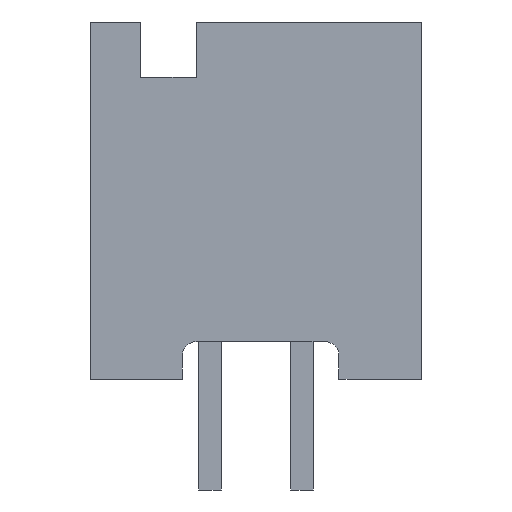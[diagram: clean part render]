
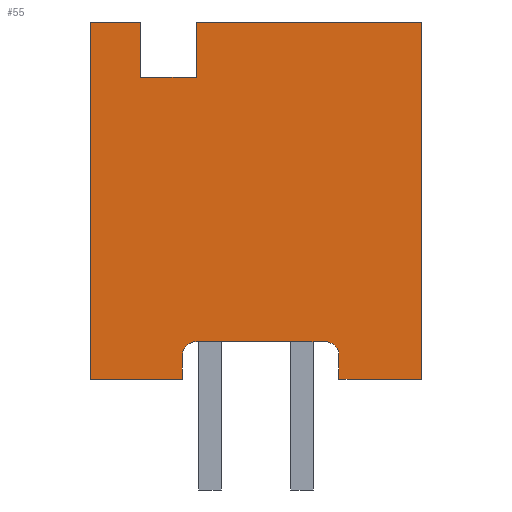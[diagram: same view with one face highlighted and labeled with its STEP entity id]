
A CAD part, left-side view. The second image highlights one B-rep face of the part: STEP entity #55.
In plain terms, the highlighted planar face has unit normal (-1, 0, 0).
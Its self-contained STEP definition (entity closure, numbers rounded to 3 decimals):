
#55=ADVANCED_FACE('',(#556),#557,.T.);
#556=FACE_OUTER_BOUND('',#1618,.T.);
#557=PLANE('',#1619);
#1618=EDGE_LOOP('',(#2747,#2748,#2749,#2750,#2751,#2752,#2753,#2754,#2755,#2756,#2757,#2758,#2759,#2760));
#1619=AXIS2_PLACEMENT_3D('',#2761,#2762,#2763);
#2747=ORIENTED_EDGE('',*,*,#6617,.T.);
#2748=ORIENTED_EDGE('',*,*,#6618,.T.);
#2749=ORIENTED_EDGE('',*,*,#6619,.F.);
#2750=ORIENTED_EDGE('',*,*,#6620,.T.);
#2751=ORIENTED_EDGE('',*,*,#6567,.F.);
#2752=ORIENTED_EDGE('',*,*,#6612,.T.);
#2753=ORIENTED_EDGE('',*,*,#6621,.T.);
#2754=ORIENTED_EDGE('',*,*,#6622,.F.);
#2755=ORIENTED_EDGE('',*,*,#6582,.F.);
#2756=ORIENTED_EDGE('',*,*,#6623,.F.);
#2757=ORIENTED_EDGE('',*,*,#6624,.F.);
#2758=ORIENTED_EDGE('',*,*,#6625,.F.);
#2759=ORIENTED_EDGE('',*,*,#6626,.T.);
#2760=ORIENTED_EDGE('',*,*,#6627,.T.);
#2761=CARTESIAN_POINT('',(-29.21,4.572,0.0));
#2762=DIRECTION('',(-1.0,0.0,0.0));
#2763=DIRECTION('',(0.0,0.0,1.0));
#6567=EDGE_CURVE('',#7783,#7785,#7786,.T.);
#6582=EDGE_CURVE('',#7813,#7815,#7816,.T.);
#6612=EDGE_CURVE('',#7783,#7870,#7872,.T.);
#6617=EDGE_CURVE('',#7880,#7881,#7882,.T.);
#6618=EDGE_CURVE('',#7881,#7883,#7884,.T.);
#6619=EDGE_CURVE('',#7885,#7883,#7886,.T.);
#6620=EDGE_CURVE('',#7885,#7785,#7887,.T.);
#6621=EDGE_CURVE('',#7870,#7888,#7889,.T.);
#6622=EDGE_CURVE('',#7815,#7888,#7890,.T.);
#6623=EDGE_CURVE('',#7891,#7813,#7892,.T.);
#6624=EDGE_CURVE('',#7893,#7891,#7894,.T.);
#6625=EDGE_CURVE('',#7895,#7893,#7896,.T.);
#6626=EDGE_CURVE('',#7895,#7897,#7898,.T.);
#6627=EDGE_CURVE('',#7897,#7880,#7899,.T.);
#7783=VERTEX_POINT('',#9805);
#7785=VERTEX_POINT('',#9808);
#7786=LINE('',#9809,#9810);
#7813=VERTEX_POINT('',#9850);
#7815=VERTEX_POINT('',#9853);
#7816=LINE('',#9854,#9855);
#7870=VERTEX_POINT('',#9937);
#7872=LINE('',#9940,#9941);
#7880=VERTEX_POINT('',#9953);
#7881=VERTEX_POINT('',#9954);
#7882=CIRCLE('',#9955,0.381);
#7883=VERTEX_POINT('',#9956);
#7884=LINE('',#9957,#9958);
#7885=VERTEX_POINT('',#9959);
#7886=LINE('',#9960,#9961);
#7887=LINE('',#9962,#9963);
#7888=VERTEX_POINT('',#9964);
#7889=LINE('',#9965,#9966);
#7890=LINE('',#9967,#9968);
#7891=VERTEX_POINT('',#9969);
#7892=LINE('',#9970,#9971);
#7893=VERTEX_POINT('',#9972);
#7894=LINE('',#9973,#9974);
#7895=VERTEX_POINT('',#9975);
#7896=LINE('',#9976,#9977);
#7897=VERTEX_POINT('',#9978);
#7898=CIRCLE('',#9979,0.381);
#7899=LINE('',#9980,#9981);
#9805=CARTESIAN_POINT('',(-29.21,1.651,0.0));
#9808=CARTESIAN_POINT('',(-29.21,-4.572,0.0));
#9809=CARTESIAN_POINT('',(-29.21,1.651,0.0));
#9810=VECTOR('',#13021,6.223);
#9850=CARTESIAN_POINT('',(-29.21,4.572,0.0));
#9853=CARTESIAN_POINT('',(-29.21,3.175,0.0));
#9854=CARTESIAN_POINT('',(-29.21,4.572,0.0));
#9855=VECTOR('',#13036,1.397);
#9937=CARTESIAN_POINT('',(-29.21,1.651,-1.524));
#9940=CARTESIAN_POINT('',(-29.21,1.651,0.0));
#9941=VECTOR('',#13066,1.524);
#9953=CARTESIAN_POINT('',(-29.21,-1.905,-8.814));
#9954=CARTESIAN_POINT('',(-29.21,-2.286,-9.195));
#9955=AXIS2_PLACEMENT_3D('',#13071,#13072,#13073);
#9956=CARTESIAN_POINT('',(-29.21,-2.286,-9.855));
#9957=CARTESIAN_POINT('',(-29.21,-2.286,-9.195));
#9958=VECTOR('',#13074,0.66);
#9959=CARTESIAN_POINT('',(-29.21,-4.572,-9.855));
#9960=CARTESIAN_POINT('',(-29.21,-4.572,-9.855));
#9961=VECTOR('',#13075,2.286);
#9962=CARTESIAN_POINT('',(-29.21,-4.572,-9.855));
#9963=VECTOR('',#13076,9.855);
#9964=CARTESIAN_POINT('',(-29.21,3.175,-1.524));
#9965=CARTESIAN_POINT('',(-29.21,1.651,-1.524));
#9966=VECTOR('',#13077,1.524);
#9967=CARTESIAN_POINT('',(-29.21,3.175,0.0));
#9968=VECTOR('',#13078,1.524);
#9969=CARTESIAN_POINT('',(-29.21,4.572,-9.855));
#9970=CARTESIAN_POINT('',(-29.21,4.572,-9.855));
#9971=VECTOR('',#13079,9.855);
#9972=CARTESIAN_POINT('',(-29.21,2.032,-9.855));
#9973=CARTESIAN_POINT('',(-29.21,2.032,-9.855));
#9974=VECTOR('',#13080,2.54);
#9975=CARTESIAN_POINT('',(-29.21,2.032,-9.195));
#9976=CARTESIAN_POINT('',(-29.21,2.032,-9.195));
#9977=VECTOR('',#13081,0.66);
#9978=CARTESIAN_POINT('',(-29.21,1.651,-8.814));
#9979=AXIS2_PLACEMENT_3D('',#13082,#13083,#13084);
#9980=CARTESIAN_POINT('',(-29.21,1.651,-8.814));
#9981=VECTOR('',#13085,3.556);
#13021=DIRECTION('',(0.0,-1.0,0.0));
#13036=DIRECTION('',(0.0,-1.0,0.0));
#13066=DIRECTION('',(0.0,0.0,-1.0));
#13071=CARTESIAN_POINT('',(-29.21,-1.905,-9.195));
#13072=DIRECTION('',(1.0,0.0,-0.0));
#13073=DIRECTION('',(0.0,0.0,1.0));
#13074=DIRECTION('',(0.0,0.0,-1.0));
#13075=DIRECTION('',(0.0,1.0,0.0));
#13076=DIRECTION('',(0.0,0.0,1.0));
#13077=DIRECTION('',(0.0,1.0,0.0));
#13078=DIRECTION('',(0.0,0.0,-1.0));
#13079=DIRECTION('',(0.0,0.0,1.0));
#13080=DIRECTION('',(0.0,1.0,0.0));
#13081=DIRECTION('',(0.0,0.0,-1.0));
#13082=CARTESIAN_POINT('',(-29.21,1.651,-9.195));
#13083=DIRECTION('',(1.0,0.0,0.0));
#13084=DIRECTION('',(0.0,1.0,0.0));
#13085=DIRECTION('',(0.0,-1.0,0.0));
